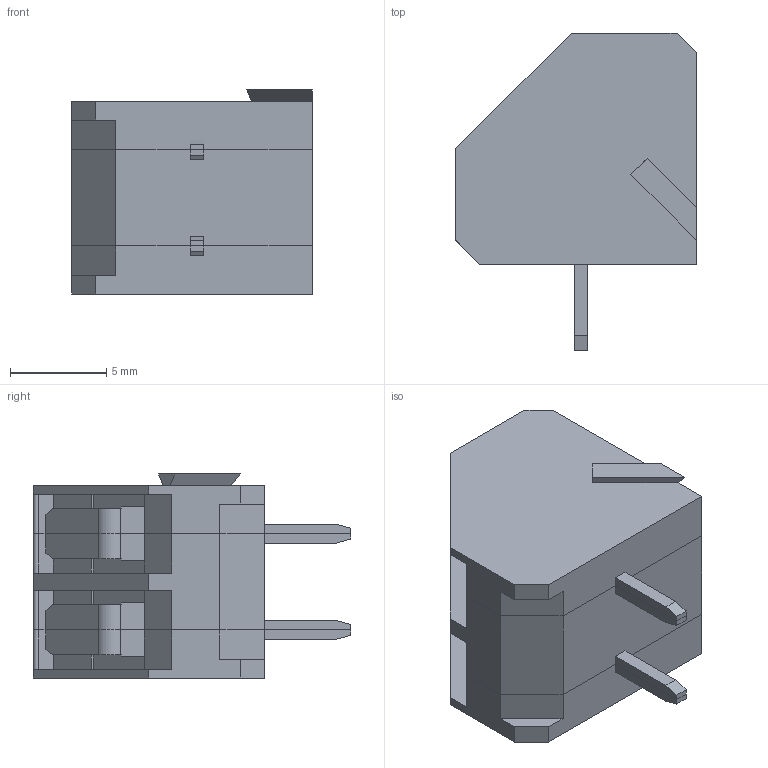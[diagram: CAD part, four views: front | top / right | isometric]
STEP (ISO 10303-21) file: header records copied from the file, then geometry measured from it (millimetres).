
FILE_DESCRIPTION( ( 'Unknown' ), '1' );
FILE_NAME( '691201720002S.stp', 'Unknown', ( 'Unknown' ), ( 'Unknown' ), 'PSStep 17.0.49', 'Unknown', ' ' );
FILE_SCHEMA( ( 'AUTOMOTIVE_DESIGN { 1 0 10303 214 1 1 1 1 }' ) );
Length unit declared in the file: millimetre
Products named in the file (4): Assem1; COB5_SX; COB5_CNT; COB5_DX
Assembly tree (3 placements, depth 2):
  Assem1
    COB5_SX
    COB5_CNT
    COB5_DX
Bounding box: 12.5 x 16.5 x 10.6 mm (x, y, z)
Volume: 1052.9 mm3; surface area: 1400.4 mm2
Topology: 3 solids, 3 shells, 167 faces, 483 edges, 322 vertices
Faces by surface type: plane 155, cylinder 12
Entity records: 6823 total; most frequent: CARTESIAN_POINT 976, ORIENTED_EDGE 966, DIRECTION 865, EDGE_CURVE 483, LINE 443, VECTOR 443, VERTEX_POINT 322, AXIS2_PLACEMENT_3D 211
